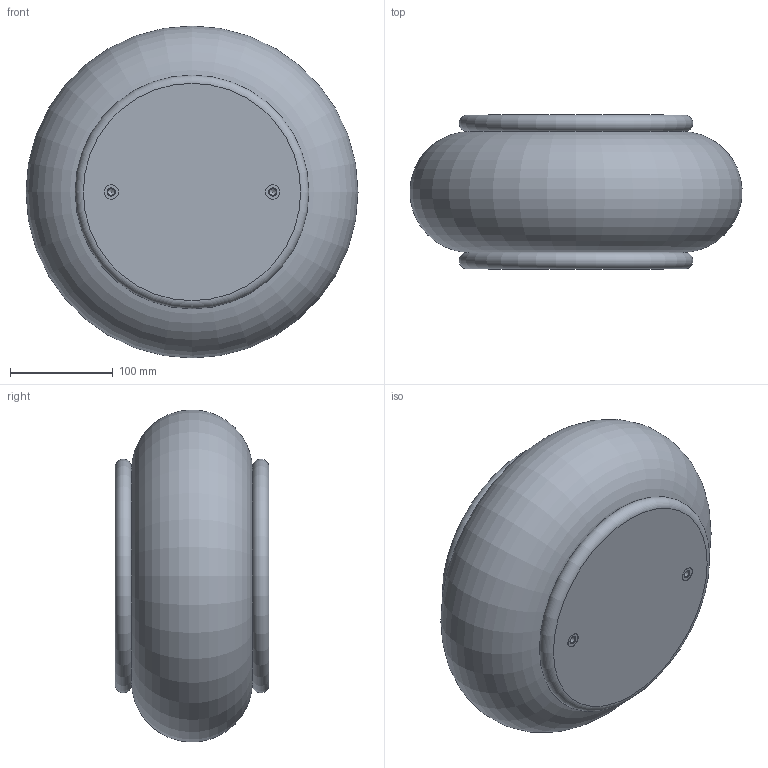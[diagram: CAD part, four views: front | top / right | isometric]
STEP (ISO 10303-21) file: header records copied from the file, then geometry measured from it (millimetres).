
FILE_DESCRIPTION(/* description */ ('STEP AP214'),/* implementation_level */ '2;1');
FILE_NAME(/* name */ '193788_EB-325-95',/* time_stamp */ '2024-08-26T09:12:16+02:00',/* author */ ('License CC BY-ND 4.0'),/* organization */ ('CADENAS'),/* preprocessor_version */ 'ST-DEVELOPER v19.3',/* originating_system */ 'PARTsolutions',/* authorisation */ ' ');
FILE_SCHEMA (('AUTOMOTIVE_DESIGN {1 0 10303 214 3 1 1}'));
Length unit declared in the file: millimetre
Products named in the file (1): 193788 EB-325-95---(150)
Bounding box: 323.84 x 150 x 323.84 mm (x, y, z)
Volume: 9595272.9 mm3; surface area: 275242 mm2
Topology: 1 solids, 1 shells, 32 faces, 60 edges, 38 vertices
Faces by surface type: plane 10, cylinder 10, cone 9, torus 3
Full cylindrical faces by diameter (mm): 6.647 x4, 11.445 x1, 14 x4, 19 x1
Entity records: 899 total; most frequent: DIRECTION 128, CARTESIAN_POINT 99, FACE_BOUND 66, AXIS2_PLACEMENT_3D 64, ORIENTED_EDGE 62, EDGE_LOOP 62, VERTEX_POINT 35, STYLED_ITEM 32
